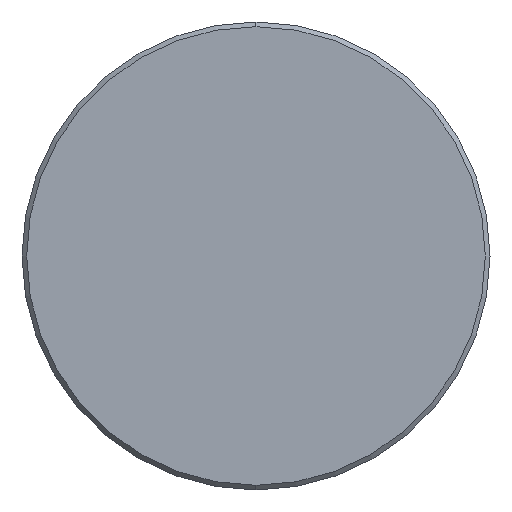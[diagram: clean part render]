
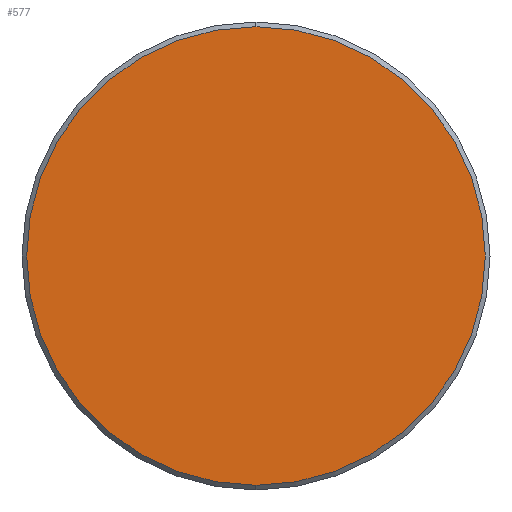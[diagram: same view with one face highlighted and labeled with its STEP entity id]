
A CAD part, left-side view. The second image highlights one B-rep face of the part: STEP entity #577.
In plain terms, the highlighted planar face has unit normal (-1, 0, 0).
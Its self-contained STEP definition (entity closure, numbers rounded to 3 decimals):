
#34 = CARTESIAN_POINT ( 'NONE',  ( 8.21, 0., 14.7 ) ) ;
#52 = ORIENTED_EDGE ( 'NONE', *, *, #500, .T. ) ;
#66 = EDGE_LOOP ( 'NONE', ( #459, #52 ) ) ;
#68 = AXIS2_PLACEMENT_3D ( 'NONE', #497, #494, #213 ) ;
#121 = DIRECTION ( 'NONE',  ( 0., 0., -1. ) ) ;
#140 = VERTEX_POINT ( 'NONE', #34 ) ;
#193 = AXIS2_PLACEMENT_3D ( 'NONE', #401, #640, #121 ) ;
#213 = DIRECTION ( 'NONE',  ( 0., 0., -1. ) ) ;
#214 = VERTEX_POINT ( 'NONE', #733 ) ;
#230 = EDGE_CURVE ( 'NONE', #214, #140, #634, .T. ) ;
#245 = CARTESIAN_POINT ( 'NONE',  ( 8.21, 0., 0. ) ) ;
#247 = DIRECTION ( 'NONE',  ( 1., 0., 0. ) ) ;
#249 = PLANE ( 'NONE',  #456 ) ;
#254 = FACE_OUTER_BOUND ( 'NONE', #66, .T. ) ;
#348 = DIRECTION ( 'NONE',  ( 0., 0., -1. ) ) ;
#401 = CARTESIAN_POINT ( 'NONE',  ( 8.21, 0., 0. ) ) ;
#456 = AXIS2_PLACEMENT_3D ( 'NONE', #245, #247, #348 ) ;
#459 = ORIENTED_EDGE ( 'NONE', *, *, #230, .T. ) ;
#494 = DIRECTION ( 'NONE',  ( -1., 0., 0. ) ) ;
#497 = CARTESIAN_POINT ( 'NONE',  ( 8.21, 0., 0. ) ) ;
#500 = EDGE_CURVE ( 'NONE', #140, #214, #597, .T. ) ;
#577 = ADVANCED_FACE ( 'NONE', ( #254 ), #249, .F. ) ;
#597 = CIRCLE ( 'NONE', #193, 14.7 ) ;
#634 = CIRCLE ( 'NONE', #68, 14.7 ) ;
#640 = DIRECTION ( 'NONE',  ( -1., 0., 0. ) ) ;
#733 = CARTESIAN_POINT ( 'NONE',  ( 8.21, 0., -14.7 ) ) ;
